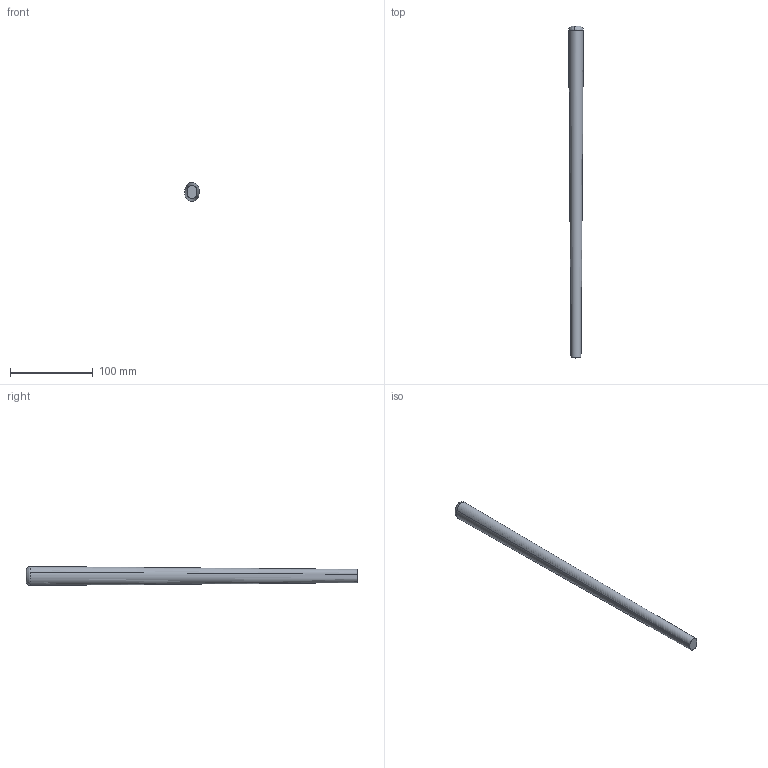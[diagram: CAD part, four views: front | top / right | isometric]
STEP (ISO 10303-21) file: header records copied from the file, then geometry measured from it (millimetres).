
FILE_DESCRIPTION (( 'STEP AP214' ), '1' );
FILE_NAME ('Ðóêîÿòü.STEP', '2016-02-02T10:20:02', ( 'ßðîñëàâ' ), ( '' ), 'SwSTEP 2.0', 'SolidWorks 2014', '' );
FILE_SCHEMA (( 'AUTOMOTIVE_DESIGN' ));
Length unit declared in the file: millimetre
Products named in the file (1): Ðóêîÿòü
Bounding box: 17.9 x 400 x 22.87 mm (x, y, z)
Volume: 94701.4 mm3; surface area: 22358.1 mm2
Topology: 1 solids, 1 shells, 6 faces, 14 edges, 10 vertices
Faces by surface type: bspline 4, plane 2
Entity records: 990 total; most frequent: CARTESIAN_POINT 839, ORIENTED_EDGE 28, DIRECTION 16, EDGE_CURVE 14, VERTEX_POINT 10, B_SPLINE_CURVE_WITH_KNOTS 8, AXIS2_PLACEMENT_3D 7, ADVANCED_FACE 6
